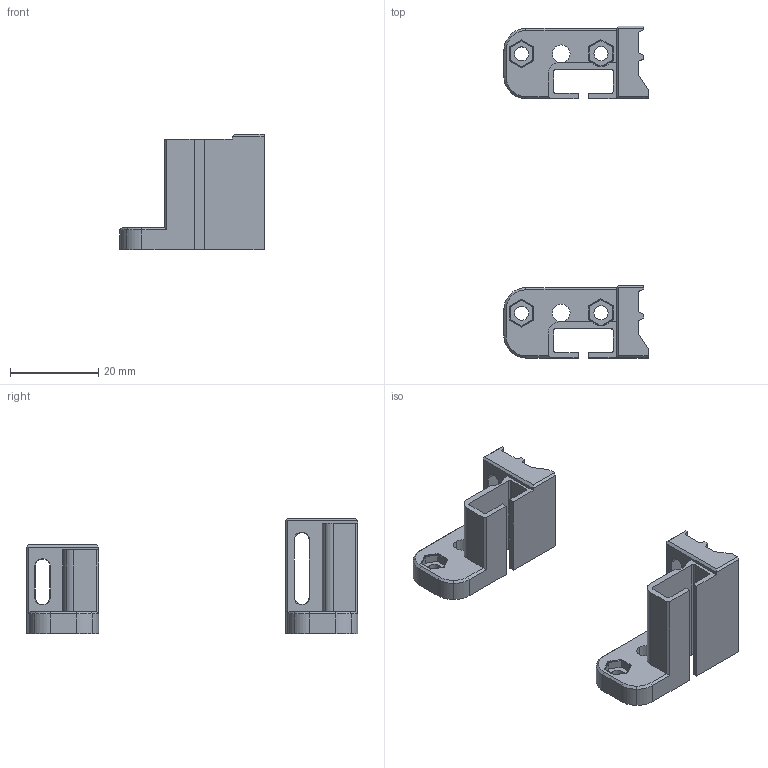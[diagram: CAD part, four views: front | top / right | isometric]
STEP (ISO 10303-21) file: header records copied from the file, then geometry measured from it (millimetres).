
FILE_DESCRIPTION(('STEP AP214'),'1');
FILE_NAME('adj-bltouch-mount-5C-M25-Wings.stp','2020-03-12T00:39:42',(''),(''),'Spatial InterOp 3D',' ',' ');
FILE_SCHEMA(('automotive_design'));
Length unit declared in the file: inch
Products named in the file (2): Part_3302234; Part_3300547
Bounding box: 32.68 x 75.2 x 26.13 mm (x, y, z)
Volume: 8229.8 mm3; surface area: 7312.9 mm2
Topology: 2 solids, 2 shells, 354 faces, 952 edges, 612 vertices
Faces by surface type: plane 171, cylinder 101, extrusion 64, cone 16, torus 2
Entity records: 14458 total; most frequent: CARTESIAN_POINT 2822, ORIENTED_EDGE 1904, DIRECTION 1634, EDGE_CURVE 952, VECTOR 698, LINE 634, VERTEX_POINT 612, AXIS2_PLACEMENT_3D 468
